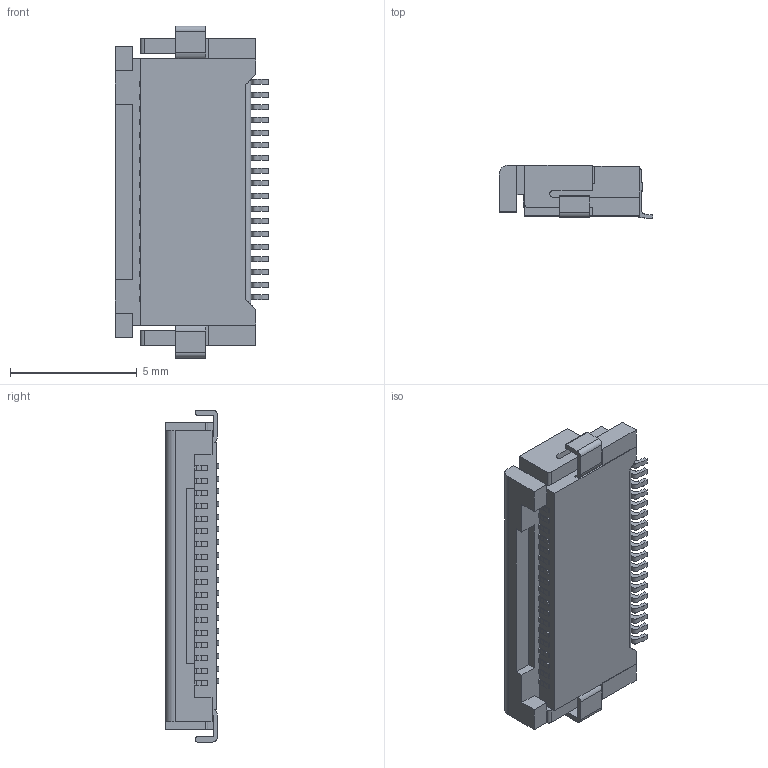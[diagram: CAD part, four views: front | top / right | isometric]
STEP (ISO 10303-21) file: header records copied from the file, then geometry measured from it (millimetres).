
FILE_DESCRIPTION (( 'STEP AP203' ), '1' );
FILE_NAME ('FPC FH12 18P.STEP', '2021-09-18T03:42:40', ( '' ), ( '' ), 'SwSTEP 2.0', 'SolidWorks 2016', '' );
FILE_SCHEMA (( 'CONFIG_CONTROL_DESIGN' ));
Length unit declared in the file: millimetre
Products named in the file (3): FPC FH12 18P; pin; FH12-18P Part
Assembly tree (19 placements, depth 2):
  FPC FH12 18P
    FH12-18P Part
    pin  x18
Bounding box: 6.04 x 2.1 x 13.1 mm (x, y, z)
Volume: 109.6 mm3; surface area: 274.3 mm2
Topology: 19 solids, 19 shells, 613 faces, 1683 edges, 1110 vertices
Faces by surface type: plane 468, cylinder 107, bspline 38
Entity records: 11750 total; most frequent: CARTESIAN_POINT 2038, ORIENTED_EDGE 1938, DIRECTION 1749, EDGE_CURVE 969, VECTOR 883, LINE 883, VERTEX_POINT 634, AXIS2_PLACEMENT_3D 433
